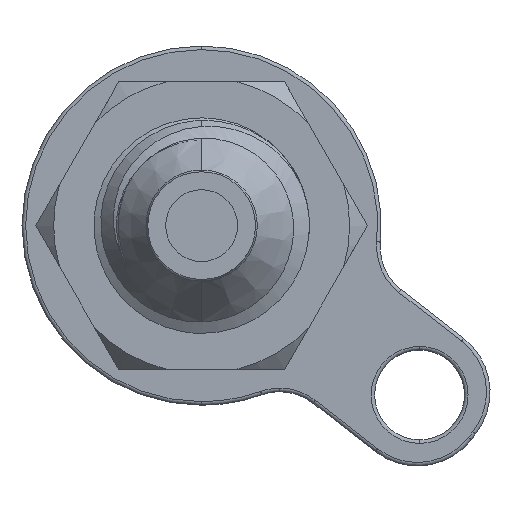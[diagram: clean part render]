
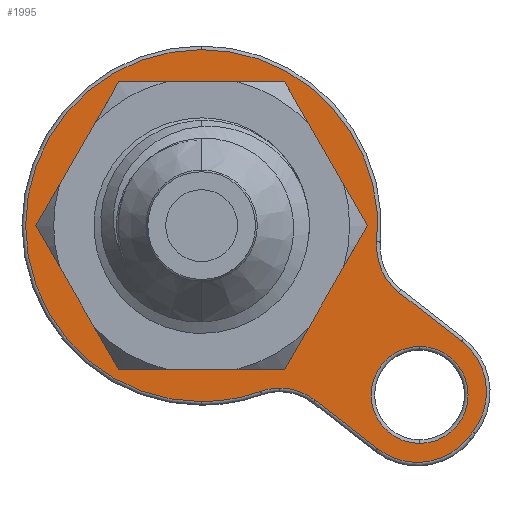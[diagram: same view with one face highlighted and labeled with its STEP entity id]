
A CAD part, left-side view. The second image highlights one B-rep face of the part: STEP entity #1995.
In plain terms, the highlighted planar face has unit normal (-1, 0, 0).
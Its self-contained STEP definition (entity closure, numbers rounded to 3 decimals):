
#189 = CARTESIAN_POINT ( 'NONE',  ( 28.793, 0., -4.9 ) ) ;
#299 = AXIS2_PLACEMENT_3D ( 'NONE', #7403, #3788, #8666 ) ;
#491 = CARTESIAN_POINT ( 'NONE',  ( 28.793, -5.491, -1.859 ) ) ;
#494 = CARTESIAN_POINT ( 'NONE',  ( 28.793, -7.55, -5.738 ) ) ;
#528 = CARTESIAN_POINT ( 'NONE',  ( 28.793, -7.427, -5.896 ) ) ;
#589 = CIRCLE ( 'NONE', #7004, 4.9 ) ;
#720 = CARTESIAN_POINT ( 'NONE',  ( 28.793, -3.16, -4.86 ) ) ;
#949 = EDGE_CURVE ( 'NONE', #14807, #5117, #5028, .T. ) ;
#1050 = ORIENTED_EDGE ( 'NONE', *, *, #14184, .T. ) ;
#1351 = DIRECTION ( 'NONE',  ( 0., 0., 1. ) ) ;
#1555 = CARTESIAN_POINT ( 'NONE',  ( 28.793, -6.067, -4.713 ) ) ;
#1580 = AXIS2_PLACEMENT_3D ( 'NONE', #13093, #10588, #9464 ) ;
#1597 = ORIENTED_EDGE ( 'NONE', *, *, #6955, .T. ) ;
#1767 = CARTESIAN_POINT ( 'NONE',  ( 28.793, 0., 0. ) ) ;
#1846 = LINE ( 'NONE', #7112, #6604 ) ;
#1857 = DIRECTION ( 'NONE',  ( -1., 0., 0. ) ) ;
#1995 = ADVANCED_FACE ( 'NONE', ( #15517, #14964, #3687 ), #11482, .T. ) ;
#2013 = VERTEX_POINT ( 'NONE', #11382 ) ;
#2221 = EDGE_LOOP ( 'NONE', ( #2269, #10426 ) ) ;
#2269 = ORIENTED_EDGE ( 'NONE', *, *, #12002, .T. ) ;
#2405 = VERTEX_POINT ( 'NONE', #12617 ) ;
#2436 = AXIS2_PLACEMENT_3D ( 'NONE', #10516, #14127, #10463 ) ;
#2465 = CARTESIAN_POINT ( 'NONE',  ( 28.793, -6.067, -3.363 ) ) ;
#2654 = ORIENTED_EDGE ( 'NONE', *, *, #9352, .T. ) ;
#2691 = CARTESIAN_POINT ( 'NONE',  ( 28.793, -7.233, -3.212 ) ) ;
#2735 = DIRECTION ( 'NONE',  ( -1., 0., 0. ) ) ;
#2971 = VERTEX_POINT ( 'NONE', #10604 ) ;
#3018 = AXIS2_PLACEMENT_3D ( 'NONE', #7814, #14088, #4413 ) ;
#3064 = DIRECTION ( 'NONE',  ( 0., 0., 1. ) ) ;
#3092 = CIRCLE ( 'NONE', #8307, 4.9 ) ;
#3199 = EDGE_CURVE ( 'NONE', #14048, #8869, #3092, .T. ) ;
#3248 = AXIS2_PLACEMENT_3D ( 'NONE', #1555, #11141, #7513 ) ;
#3571 = AXIS2_PLACEMENT_3D ( 'NONE', #4290, #1857, #3064 ) ;
#3603 = CARTESIAN_POINT ( 'NONE',  ( 28.793, -1.642, -4.617 ) ) ;
#3687 = FACE_BOUND ( 'NONE', #8682, .T. ) ;
#3771 = EDGE_CURVE ( 'NONE', #12358, #12769, #9164, .T. ) ;
#3788 = DIRECTION ( 'NONE',  ( 1., 0., 0. ) ) ;
#4111 = DIRECTION ( 'NONE',  ( 1., 0., 0. ) ) ;
#4113 = CIRCLE ( 'NONE', #3248, 1.35 ) ;
#4119 = ORIENTED_EDGE ( 'NONE', *, *, #4820, .T. ) ;
#4290 = CARTESIAN_POINT ( 'NONE',  ( 28.793, -6.006, -4.792 ) ) ;
#4413 = DIRECTION ( 'NONE',  ( 0., 0., 1. ) ) ;
#4593 = CIRCLE ( 'NONE', #3018, 3.1 ) ;
#4747 = CARTESIAN_POINT ( 'NONE',  ( 28.793, -5.491, -1.859 ) ) ;
#4799 = DIRECTION ( 'NONE',  ( -1., 0., 0. ) ) ;
#4820 = EDGE_CURVE ( 'NONE', #2405, #9868, #7466, .T. ) ;
#4945 = CIRCLE ( 'NONE', #2436, 1.8 ) ;
#5028 = CIRCLE ( 'NONE', #6715, 1.35 ) ;
#5117 = VERTEX_POINT ( 'NONE', #2465 ) ;
#5198 = CARTESIAN_POINT ( 'NONE',  ( 28.793, 0., 0. ) ) ;
#5244 = VERTEX_POINT ( 'NONE', #4747 ) ;
#5269 = AXIS2_PLACEMENT_3D ( 'NONE', #15584, #4799, #7190 ) ;
#5292 = CARTESIAN_POINT ( 'NONE',  ( 28.793, -2.179, -6.124 ) ) ;
#5737 = DIRECTION ( 'NONE',  ( 0., -0.79, -0.613 ) ) ;
#5786 = ORIENTED_EDGE ( 'NONE', *, *, #3771, .T. ) ;
#5807 = EDGE_CURVE ( 'NONE', #9868, #14048, #589, .T. ) ;
#5901 = EDGE_CURVE ( 'NONE', #8808, #2013, #4593, .T. ) ;
#6064 = CARTESIAN_POINT ( 'NONE',  ( 28.793, 0., -3.1 ) ) ;
#6308 = AXIS2_PLACEMENT_3D ( 'NONE', #15306, #11553, #15262 ) ;
#6604 = VECTOR ( 'NONE', #5737, 1000. ) ;
#6648 = CARTESIAN_POINT ( 'NONE',  ( 28.793, 0., 4.9 ) ) ;
#6715 = AXIS2_PLACEMENT_3D ( 'NONE', #12032, #15608, #1351 ) ;
#6955 = EDGE_CURVE ( 'NONE', #2971, #13361, #4945, .T. ) ;
#7004 = AXIS2_PLACEMENT_3D ( 'NONE', #1767, #2735, #12482 ) ;
#7112 = CARTESIAN_POINT ( 'NONE',  ( 28.793, -4.902, -6.213 ) ) ;
#7190 = DIRECTION ( 'NONE',  ( 0., 0., 1. ) ) ;
#7197 = EDGE_CURVE ( 'NONE', #5244, #2405, #15259, .T. ) ;
#7209 = ORIENTED_EDGE ( 'NONE', *, *, #7197, .T. ) ;
#7403 = CARTESIAN_POINT ( 'NONE',  ( 28.793, 0., 0. ) ) ;
#7466 = CIRCLE ( 'NONE', #5269, 4.9 ) ;
#7513 = DIRECTION ( 'NONE',  ( 0., 0., 1. ) ) ;
#7787 = CARTESIAN_POINT ( 'NONE',  ( 28.793, -4.902, -6.213 ) ) ;
#7814 = CARTESIAN_POINT ( 'NONE',  ( 28.793, 0., 0. ) ) ;
#8060 = LINE ( 'NONE', #494, #15552 ) ;
#8184 = VERTEX_POINT ( 'NONE', #7787 ) ;
#8307 = AXIS2_PLACEMENT_3D ( 'NONE', #5198, #8698, #12347 ) ;
#8348 = ORIENTED_EDGE ( 'NONE', *, *, #13298, .T. ) ;
#8666 = DIRECTION ( 'NONE',  ( 0., 0., 1. ) ) ;
#8682 = EDGE_LOOP ( 'NONE', ( #2654, #14897 ) ) ;
#8698 = DIRECTION ( 'NONE',  ( -1., 0., 0. ) ) ;
#8808 = VERTEX_POINT ( 'NONE', #6064 ) ;
#8869 = VERTEX_POINT ( 'NONE', #3603 ) ;
#8899 = CIRCLE ( 'NONE', #299, 3.1 ) ;
#9077 = AXIS2_PLACEMENT_3D ( 'NONE', #5292, #4111, #13716 ) ;
#9164 = CIRCLE ( 'NONE', #1580, 1.6 ) ;
#9219 = CIRCLE ( 'NONE', #9077, 1.6 ) ;
#9352 = EDGE_CURVE ( 'NONE', #2013, #8808, #8899, .T. ) ;
#9464 = DIRECTION ( 'NONE',  ( 0., 0., 1. ) ) ;
#9473 = VERTEX_POINT ( 'NONE', #528 ) ;
#9517 = AXIS2_PLACEMENT_3D ( 'NONE', #11588, #12709, #11531 ) ;
#9868 = VERTEX_POINT ( 'NONE', #6648 ) ;
#9966 = EDGE_CURVE ( 'NONE', #8184, #9473, #10406, .T. ) ;
#9976 = ORIENTED_EDGE ( 'NONE', *, *, #13467, .T. ) ;
#10406 = CIRCLE ( 'NONE', #3571, 1.8 ) ;
#10426 = ORIENTED_EDGE ( 'NONE', *, *, #949, .T. ) ;
#10463 = DIRECTION ( 'NONE',  ( 0., 0., 1. ) ) ;
#10516 = CARTESIAN_POINT ( 'NONE',  ( 28.793, -6.129, -4.634 ) ) ;
#10576 = ORIENTED_EDGE ( 'NONE', *, *, #9966, .T. ) ;
#10588 = DIRECTION ( 'NONE',  ( 1., 0., 0. ) ) ;
#10604 = CARTESIAN_POINT ( 'NONE',  ( 28.793, -7.55, -5.738 ) ) ;
#10891 = EDGE_CURVE ( 'NONE', #12769, #8184, #1846, .T. ) ;
#11141 = DIRECTION ( 'NONE',  ( 1., 0., 0. ) ) ;
#11382 = CARTESIAN_POINT ( 'NONE',  ( 28.793, 0., 3.1 ) ) ;
#11462 = DIRECTION ( 'NONE',  ( 0., 0.79, 0.613 ) ) ;
#11482 = PLANE ( 'NONE',  #9517 ) ;
#11531 = DIRECTION ( 'NONE',  ( 0., 0., 1. ) ) ;
#11553 = DIRECTION ( 'NONE',  ( 1., 0., 0. ) ) ;
#11588 = CARTESIAN_POINT ( 'NONE',  ( 28.793, -2.179, -6.124 ) ) ;
#12002 = EDGE_CURVE ( 'NONE', #5117, #14807, #4113, .T. ) ;
#12032 = CARTESIAN_POINT ( 'NONE',  ( 28.793, -6.067, -4.713 ) ) ;
#12126 = VECTOR ( 'NONE', #11462, 1000. ) ;
#12153 = CARTESIAN_POINT ( 'NONE',  ( 28.793, -2.179, -4.524 ) ) ;
#12347 = DIRECTION ( 'NONE',  ( 0., 0., 1. ) ) ;
#12358 = VERTEX_POINT ( 'NONE', #12153 ) ;
#12482 = DIRECTION ( 'NONE',  ( 0., 0., 1. ) ) ;
#12617 = CARTESIAN_POINT ( 'NONE',  ( 28.793, -4.879, -0.449 ) ) ;
#12692 = DIRECTION ( 'NONE',  ( 0., -0.613, 0.79 ) ) ;
#12709 = DIRECTION ( 'NONE',  ( -1., 0., 0. ) ) ;
#12769 = VERTEX_POINT ( 'NONE', #720 ) ;
#13093 = CARTESIAN_POINT ( 'NONE',  ( 28.793, -2.179, -6.124 ) ) ;
#13298 = EDGE_CURVE ( 'NONE', #8869, #12358, #9219, .T. ) ;
#13361 = VERTEX_POINT ( 'NONE', #2691 ) ;
#13378 = CARTESIAN_POINT ( 'NONE',  ( 28.793, -6.067, -6.063 ) ) ;
#13467 = EDGE_CURVE ( 'NONE', #13361, #5244, #14216, .T. ) ;
#13716 = DIRECTION ( 'NONE',  ( 0., 0., 1. ) ) ;
#13994 = ORIENTED_EDGE ( 'NONE', *, *, #3199, .T. ) ;
#14048 = VERTEX_POINT ( 'NONE', #189 ) ;
#14088 = DIRECTION ( 'NONE',  ( 1., 0., 0. ) ) ;
#14127 = DIRECTION ( 'NONE',  ( -1., 0., 0. ) ) ;
#14184 = EDGE_CURVE ( 'NONE', #9473, #2971, #8060, .T. ) ;
#14216 = LINE ( 'NONE', #491, #12126 ) ;
#14324 = EDGE_LOOP ( 'NONE', ( #7209, #4119, #14712, #13994, #8348, #5786, #14601, #10576, #1050, #1597, #9976 ) ) ;
#14601 = ORIENTED_EDGE ( 'NONE', *, *, #10891, .T. ) ;
#14712 = ORIENTED_EDGE ( 'NONE', *, *, #5807, .T. ) ;
#14807 = VERTEX_POINT ( 'NONE', #13378 ) ;
#14897 = ORIENTED_EDGE ( 'NONE', *, *, #5901, .T. ) ;
#14964 = FACE_OUTER_BOUND ( 'NONE', #14324, .T. ) ;
#15259 = CIRCLE ( 'NONE', #6308, 1.6 ) ;
#15262 = DIRECTION ( 'NONE',  ( 0., 0., 1. ) ) ;
#15306 = CARTESIAN_POINT ( 'NONE',  ( 28.793, -6.473, -0.596 ) ) ;
#15517 = FACE_BOUND ( 'NONE', #2221, .T. ) ;
#15552 = VECTOR ( 'NONE', #12692, 1000. ) ;
#15584 = CARTESIAN_POINT ( 'NONE',  ( 28.793, 0., 0. ) ) ;
#15608 = DIRECTION ( 'NONE',  ( 1., 0., 0. ) ) ;
